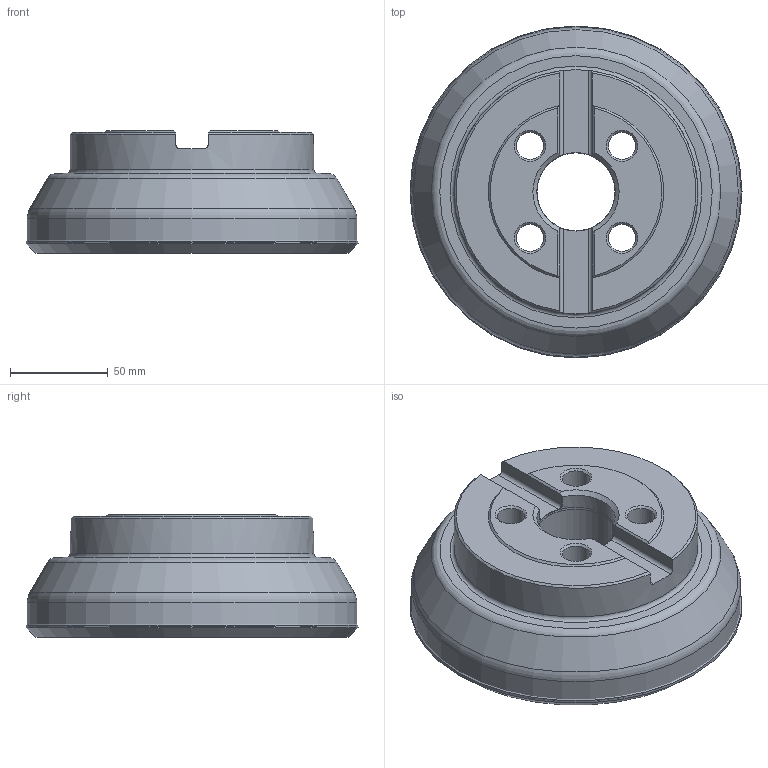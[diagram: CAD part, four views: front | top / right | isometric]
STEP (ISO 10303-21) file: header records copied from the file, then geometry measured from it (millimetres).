
FILE_DESCRIPTION(/* description */ (''),/* implementation_level */ '2;1');
FILE_NAME(/* name */ '160C10R_S45SE09F_115009135ndi000_00_SIM.stp',/* time_stamp */ '2020-01-06T10:42:10+01:00',/* author */ (''),/* organization */ (''),/* preprocessor_version */ 'ST-DEVELOPER v16.7',/* originating_system */ 'SIEMENS PLM Software NX 12.0',/* authorisation */ '');
FILE_SCHEMA (('AUTOMOTIVE_DESIGN { 1 0 10303 214 3 1 1 1 }'));
Length unit declared in the file: millimetre
Products named in the file (1): wq70413C1ECEoi39
Bounding box: 170.17 x 170.17 x 63 mm (x, y, z)
Volume: 856106.8 mm3; surface area: 98958 mm2
Topology: 2 solids, 2 shells, 85 faces, 221 edges, 142 vertices
Faces by surface type: plane 24, cylinder 24, cone 18, torus 13, revolution 6
Full cylindrical faces by diameter (mm): 14 x4, 20 x4, 40.008 x1, 40.2 x1, 125 x1, 169 x1
Entity records: 2611 total; most frequent: CARTESIAN_POINT 736, DIRECTION 380, ORIENTED_EDGE 334, EDGE_CURVE 167, AXIS2_PLACEMENT_3D 167, EDGE_LOOP 134, VERTEX_POINT 123, FACE_BOUND 96
